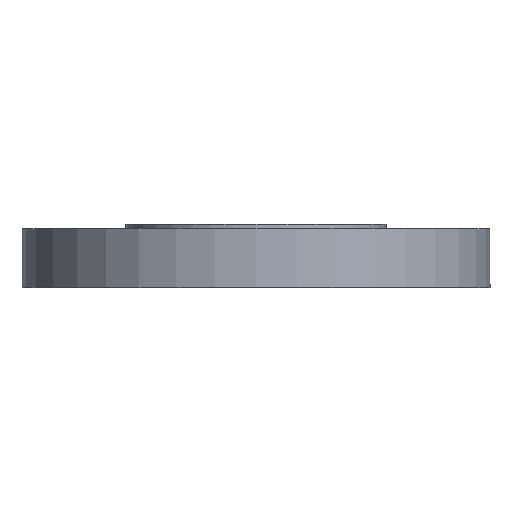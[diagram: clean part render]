
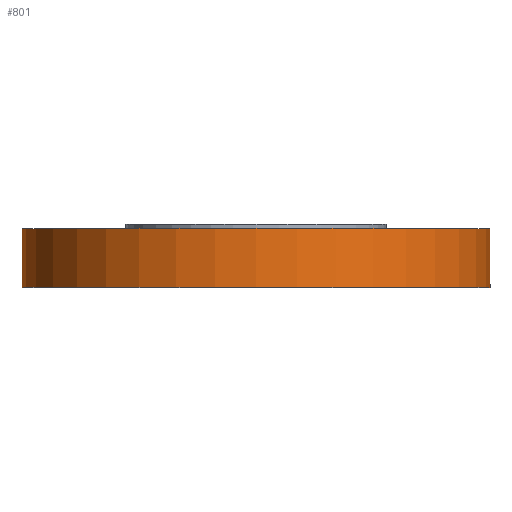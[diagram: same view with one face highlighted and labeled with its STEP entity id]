
A CAD part, top view. The second image highlights one B-rep face of the part: STEP entity #801.
In plain terms, the highlighted cylindrical face has radius 82.55 mm (diameter 165.1 mm), a partial arc.
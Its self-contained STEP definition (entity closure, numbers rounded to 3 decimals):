
#7 = ORIENTED_EDGE ( 'NONE', *, *, #166, .T. ) ;
#25 = EDGE_CURVE ( 'NONE', #251, #758, #263, .T. ) ;
#35 = CARTESIAN_POINT ( 'NONE',  ( 82.55, 0., 0. ) ) ;
#43 = VERTEX_POINT ( 'NONE', #379 ) ;
#61 = LINE ( 'NONE', #584, #316 ) ;
#155 = CARTESIAN_POINT ( 'NONE',  ( 0., 20.7, 0. ) ) ;
#156 = FACE_OUTER_BOUND ( 'NONE', #208, .T. ) ;
#159 = AXIS2_PLACEMENT_3D ( 'NONE', #818, #486, #429 ) ;
#166 = EDGE_CURVE ( 'NONE', #758, #171, #61, .T. ) ;
#168 = CARTESIAN_POINT ( 'NONE',  ( -82.55, 100.481, 0. ) ) ;
#171 = VERTEX_POINT ( 'NONE', #715 ) ;
#184 = CARTESIAN_POINT ( 'NONE',  ( 0., 0., 0. ) ) ;
#208 = EDGE_LOOP ( 'NONE', ( #575, #7, #633, #811 ) ) ;
#242 = DIRECTION ( 'NONE',  ( 0., 1., 0. ) ) ;
#248 = EDGE_CURVE ( 'NONE', #43, #171, #432, .T. ) ;
#251 = VERTEX_POINT ( 'NONE', #739 ) ;
#263 = CIRCLE ( 'NONE', #731, 82.55 ) ;
#290 = DIRECTION ( 'NONE',  ( 0., 1., 0. ) ) ;
#316 = VECTOR ( 'NONE', #839, 1000. ) ;
#379 = CARTESIAN_POINT ( 'NONE',  ( -82.55, 20.7, 0. ) ) ;
#416 = AXIS2_PLACEMENT_3D ( 'NONE', #155, #474, #485 ) ;
#429 = DIRECTION ( 'NONE',  ( -1., 0., 0. ) ) ;
#432 = CIRCLE ( 'NONE', #416, 82.55 ) ;
#435 = LINE ( 'NONE', #168, #567 ) ;
#446 = DIRECTION ( 'NONE',  ( -1., 0., 0. ) ) ;
#474 = DIRECTION ( 'NONE',  ( 0., 1., 0. ) ) ;
#485 = DIRECTION ( 'NONE',  ( -1., 0., 0. ) ) ;
#486 = DIRECTION ( 'NONE',  ( 0., 1., 0. ) ) ;
#567 = VECTOR ( 'NONE', #290, 1000. ) ;
#575 = ORIENTED_EDGE ( 'NONE', *, *, #25, .T. ) ;
#584 = CARTESIAN_POINT ( 'NONE',  ( 82.55, 100.481, 0. ) ) ;
#633 = ORIENTED_EDGE ( 'NONE', *, *, #248, .F. ) ;
#715 = CARTESIAN_POINT ( 'NONE',  ( 82.55, 20.7, 0. ) ) ;
#731 = AXIS2_PLACEMENT_3D ( 'NONE', #184, #242, #446 ) ;
#739 = CARTESIAN_POINT ( 'NONE',  ( -82.55, 0., 0. ) ) ;
#752 = CYLINDRICAL_SURFACE ( 'NONE', #159, 82.55 ) ;
#756 = EDGE_CURVE ( 'NONE', #251, #43, #435, .T. ) ;
#758 = VERTEX_POINT ( 'NONE', #35 ) ;
#801 = ADVANCED_FACE ( 'NONE', ( #156 ), #752, .T. ) ;
#811 = ORIENTED_EDGE ( 'NONE', *, *, #756, .F. ) ;
#818 = CARTESIAN_POINT ( 'NONE',  ( 0., 100.481, 0. ) ) ;
#839 = DIRECTION ( 'NONE',  ( 0., 1., 0. ) ) ;
